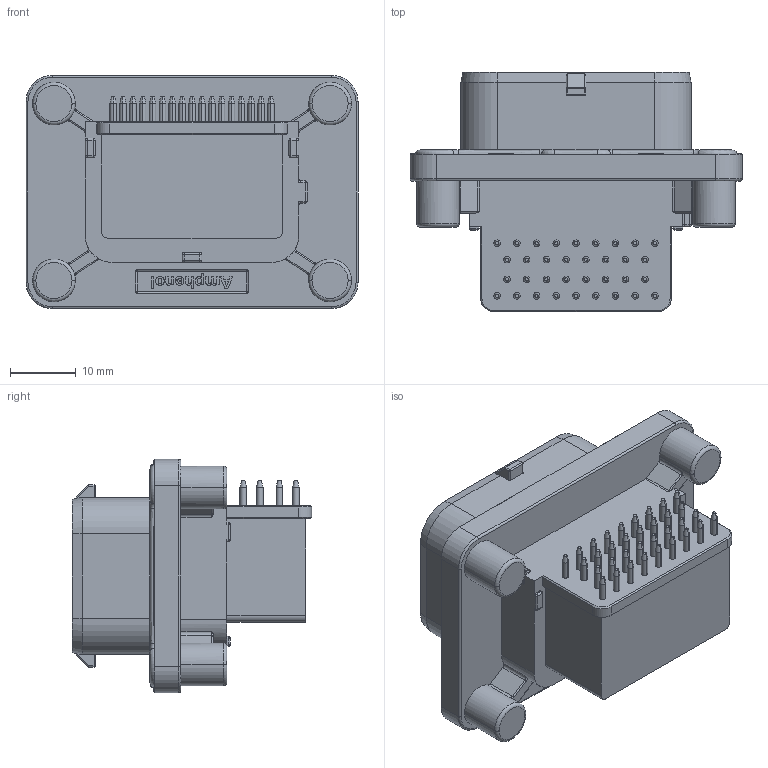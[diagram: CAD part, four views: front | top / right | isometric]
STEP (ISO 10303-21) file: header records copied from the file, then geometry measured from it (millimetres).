
FILE_DESCRIPTION((''),'2;1');
FILE_NAME('C-ATS13-34PA-BM01-3D-01','2024-06-25T',('Lucas.Chai'),(''),'PRO/ENGINEER BY PARAMETRIC TECHNOLOGY CORPORATION, 2016360','PRO/ENGINEER BY PARAMETRIC TECHNOLOGY CORPORATION, 2016360','');
FILE_SCHEMA(('CONFIG_CONTROL_DESIGN'));
Length unit declared in the file: millimetre
Products named in the file (1): C-ATS13-34PA-BM01-3D-01
Bounding box: 50.5 x 36.4 x 35.5 mm (x, y, z)
Volume: 18250.6 mm3; surface area: 11183 mm2
Topology: 1 solids, 1 shells, 1368 faces, 3531 edges, 2239 vertices
Faces by surface type: plane 388, cylinder 320, extrusion 308, cone 216, sphere 50, torus 46, revolution 40
Entity records: 43420 total; most frequent: CARTESIAN_POINT 10607, ORIENTED_EDGE 6970, DIRECTION 6370, EDGE_CURVE 3485, VERTEX_POINT 2239, AXIS2_PLACEMENT_3D 2212, VECTOR 1906, LINE 1598
